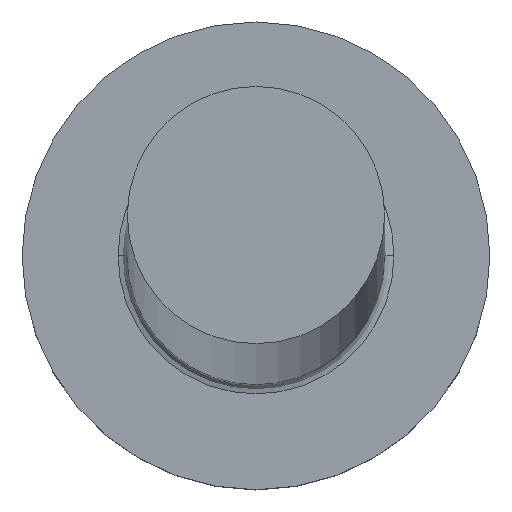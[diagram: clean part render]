
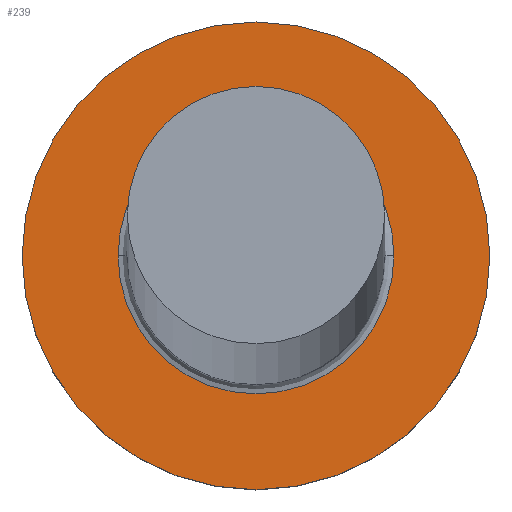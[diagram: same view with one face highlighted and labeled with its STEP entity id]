
A CAD part, top view. The second image highlights one B-rep face of the part: STEP entity #239.
In plain terms, the highlighted planar face has unit normal (0, 0, 1).
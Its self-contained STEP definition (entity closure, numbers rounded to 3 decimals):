
#35 = CARTESIAN_POINT ( 'NONE',  ( 0., 0., 3. ) ) ;
#43 = CARTESIAN_POINT ( 'NONE',  ( -5., 0., 3. ) ) ;
#51 = AXIS2_PLACEMENT_3D ( 'NONE', #255, #133, #150 ) ;
#63 = VERTEX_POINT ( 'NONE', #96 ) ;
#88 = AXIS2_PLACEMENT_3D ( 'NONE', #237, #117, #215 ) ;
#94 = EDGE_CURVE ( 'NONE', #217, #285, #199, .T. ) ;
#96 = CARTESIAN_POINT ( 'NONE',  ( -2.95, 0., 3. ) ) ;
#98 = PLANE ( 'NONE',  #116 ) ;
#110 = EDGE_CURVE ( 'NONE', #285, #217, #192, .T. ) ;
#112 = CIRCLE ( 'NONE', #289, 2.95 ) ;
#116 = AXIS2_PLACEMENT_3D ( 'NONE', #295, #148, #200 ) ;
#117 = DIRECTION ( 'NONE',  ( 0., 0., 1. ) ) ;
#124 = AXIS2_PLACEMENT_3D ( 'NONE', #256, #135, #284 ) ;
#133 = DIRECTION ( 'NONE',  ( 0., 0., -1. ) ) ;
#135 = DIRECTION ( 'NONE',  ( 0., 0., 1. ) ) ;
#141 = FACE_BOUND ( 'NONE', #167, .T. ) ;
#148 = DIRECTION ( 'NONE',  ( 0., 0., 1. ) ) ;
#150 = DIRECTION ( 'NONE',  ( 1., 0., 0. ) ) ;
#153 = DIRECTION ( 'NONE',  ( 0., 0., -1. ) ) ;
#154 = CARTESIAN_POINT ( 'NONE',  ( 2.95, 0., 3. ) ) ;
#167 = EDGE_LOOP ( 'NONE', ( #196, #259 ) ) ;
#182 = EDGE_LOOP ( 'NONE', ( #294, #243 ) ) ;
#191 = FACE_OUTER_BOUND ( 'NONE', #182, .T. ) ;
#192 = CIRCLE ( 'NONE', #124, 5. ) ;
#196 = ORIENTED_EDGE ( 'NONE', *, *, #280, .T. ) ;
#197 = VERTEX_POINT ( 'NONE', #154 ) ;
#198 = CIRCLE ( 'NONE', #51, 2.95 ) ;
#199 = CIRCLE ( 'NONE', #88, 5. ) ;
#200 = DIRECTION ( 'NONE',  ( 1., 0., 0. ) ) ;
#207 = DIRECTION ( 'NONE',  ( 1., 0., 0. ) ) ;
#215 = DIRECTION ( 'NONE',  ( 1., 0., 0. ) ) ;
#217 = VERTEX_POINT ( 'NONE', #43 ) ;
#237 = CARTESIAN_POINT ( 'NONE',  ( 0., 0., 3. ) ) ;
#239 = ADVANCED_FACE ( 'NONE', ( #141, #191 ), #98, .T. ) ;
#243 = ORIENTED_EDGE ( 'NONE', *, *, #110, .T. ) ;
#255 = CARTESIAN_POINT ( 'NONE',  ( 0., 0., 3. ) ) ;
#256 = CARTESIAN_POINT ( 'NONE',  ( 0., 0., 3. ) ) ;
#259 = ORIENTED_EDGE ( 'NONE', *, *, #304, .T. ) ;
#280 = EDGE_CURVE ( 'NONE', #197, #63, #198, .T. ) ;
#284 = DIRECTION ( 'NONE',  ( 1., 0., 0. ) ) ;
#285 = VERTEX_POINT ( 'NONE', #297 ) ;
#289 = AXIS2_PLACEMENT_3D ( 'NONE', #35, #153, #207 ) ;
#294 = ORIENTED_EDGE ( 'NONE', *, *, #94, .T. ) ;
#295 = CARTESIAN_POINT ( 'NONE',  ( 0., 0., 3. ) ) ;
#297 = CARTESIAN_POINT ( 'NONE',  ( 5., 0., 3. ) ) ;
#304 = EDGE_CURVE ( 'NONE', #63, #197, #112, .T. ) ;
